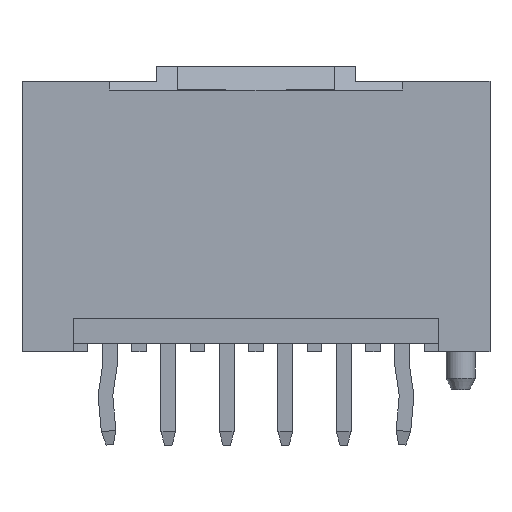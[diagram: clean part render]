
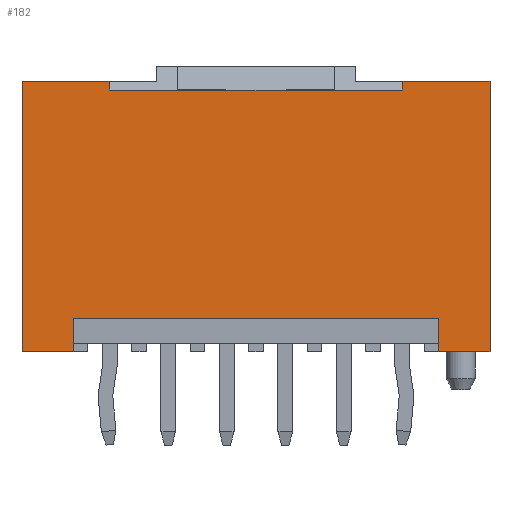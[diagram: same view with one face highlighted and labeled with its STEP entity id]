
A CAD part, front view. The second image highlights one B-rep face of the part: STEP entity #182.
In plain terms, the highlighted planar face has unit normal (0, -1, 0).
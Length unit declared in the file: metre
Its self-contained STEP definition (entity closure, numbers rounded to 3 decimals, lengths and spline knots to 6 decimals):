
#182 = ADVANCED_FACE( '', ( #571 ), #572, .T. );
#571 = FACE_OUTER_BOUND( '', #1095, .T. );
#572 = PLANE( '', #1096 );
#1095 = EDGE_LOOP( '', ( #2414, #2415, #2416, #2417, #2418, #2419, #2420, #2421, #2422, #2423, #2424, #2425 ) );
#1096 = AXIS2_PLACEMENT_3D( '', #2426, #2427, #2428 );
#2414 = ORIENTED_EDGE( '', *, *, #3763, .F. );
#2415 = ORIENTED_EDGE( '', *, *, #3581, .F. );
#2416 = ORIENTED_EDGE( '', *, *, #3867, .T. );
#2417 = ORIENTED_EDGE( '', *, *, #3808, .T. );
#2418 = ORIENTED_EDGE( '', *, *, #3902, .F. );
#2419 = ORIENTED_EDGE( '', *, *, #3657, .T. );
#2420 = ORIENTED_EDGE( '', *, *, #3692, .T. );
#2421 = ORIENTED_EDGE( '', *, *, #3903, .T. );
#2422 = ORIENTED_EDGE( '', *, *, #3431, .F. );
#2423 = ORIENTED_EDGE( '', *, *, #3816, .F. );
#2424 = ORIENTED_EDGE( '', *, *, #3904, .T. );
#2425 = ORIENTED_EDGE( '', *, *, #3619, .F. );
#2426 = CARTESIAN_POINT( '', ( -0.008, -0.0029, 0.00925 ) );
#2427 = DIRECTION( '', ( 0., -1., 0. ) );
#2428 = DIRECTION( '', ( 0., 0., -1. ) );
#3431 = EDGE_CURVE( '', #4110, #4112, #4113, .T. );
#3581 = EDGE_CURVE( '', #4398, #4400, #4401, .T. );
#3619 = EDGE_CURVE( '', #4460, #4455, #4462, .T. );
#3657 = EDGE_CURVE( '', #4525, #4529, #4531, .T. );
#3692 = EDGE_CURVE( '', #4529, #4592, #4594, .T. );
#3763 = EDGE_CURVE( '', #4400, #4460, #4715, .T. );
#3808 = EDGE_CURVE( '', #4792, #4793, #4794, .T. );
#3816 = EDGE_CURVE( '', #4803, #4110, #4805, .T. );
#3867 = EDGE_CURVE( '', #4398, #4792, #4876, .T. );
#3902 = EDGE_CURVE( '', #4525, #4793, #4924, .T. );
#3903 = EDGE_CURVE( '', #4592, #4112, #4925, .T. );
#3904 = EDGE_CURVE( '', #4803, #4455, #4926, .T. );
#4110 = VERTEX_POINT( '', #5211 );
#4112 = VERTEX_POINT( '', #5214 );
#4113 = LINE( '', #5215, #5216 );
#4398 = VERTEX_POINT( '', #5648 );
#4400 = VERTEX_POINT( '', #5651 );
#4401 = LINE( '', #5652, #5653 );
#4455 = VERTEX_POINT( '', #5741 );
#4460 = VERTEX_POINT( '', #5748 );
#4462 = LINE( '', #5751, #5752 );
#4525 = VERTEX_POINT( '', #5849 );
#4529 = VERTEX_POINT( '', #5855 );
#4531 = LINE( '', #5858, #5859 );
#4592 = VERTEX_POINT( '', #5952 );
#4594 = LINE( '', #5955, #5956 );
#4715 = LINE( '', #6147, #6148 );
#4792 = VERTEX_POINT( '', #6268 );
#4793 = VERTEX_POINT( '', #6269 );
#4794 = LINE( '', #6270, #6271 );
#4803 = VERTEX_POINT( '', #6286 );
#4805 = LINE( '', #6289, #6290 );
#4876 = LINE( '', #6410, #6411 );
#4924 = LINE( '', #6493, #6494 );
#4925 = LINE( '', #6495, #6496 );
#4926 = LINE( '', #6497, #6498 );
#5211 = CARTESIAN_POINT( '', ( 0.008, -0.0029, 0.00925 ) );
#5214 = CARTESIAN_POINT( '', ( 0.008, -0.0029, 0. ) );
#5215 = CARTESIAN_POINT( '', ( 0.008, -0.0029, 0.00925 ) );
#5216 = VECTOR( '', #6850, 1. );
#5648 = CARTESIAN_POINT( '', ( -0.008, -0.0029, 0.00925 ) );
#5651 = CARTESIAN_POINT( '', ( -0.005, -0.0029, 0.00925 ) );
#5652 = CARTESIAN_POINT( '', ( -0.008, -0.0029, 0.00925 ) );
#5653 = VECTOR( '', #7001, 1. );
#5741 = CARTESIAN_POINT( '', ( 0.005, -0.0029, 0.00895 ) );
#5748 = CARTESIAN_POINT( '', ( -0.005, -0.0029, 0.00895 ) );
#5751 = CARTESIAN_POINT( '', ( -0.005, -0.0029, 0.00895 ) );
#5752 = VECTOR( '', #7039, 1. );
#5849 = CARTESIAN_POINT( '', ( -0.00625, -0.0029, 0.00115 ) );
#5855 = CARTESIAN_POINT( '', ( 0.00625, -0.0029, 0.00115 ) );
#5858 = CARTESIAN_POINT( '', ( -0.00625, -0.0029, 0.00115 ) );
#5859 = VECTOR( '', #7077, 1. );
#5952 = CARTESIAN_POINT( '', ( 0.00625, -0.0029, 0. ) );
#5955 = CARTESIAN_POINT( '', ( 0.00625, -0.0029, 0.00115 ) );
#5956 = VECTOR( '', #7114, 1. );
#6147 = CARTESIAN_POINT( '', ( -0.005, -0.0029, 0.00925 ) );
#6148 = VECTOR( '', #7185, 1. );
#6268 = CARTESIAN_POINT( '', ( -0.008, -0.0029, 0. ) );
#6269 = CARTESIAN_POINT( '', ( -0.00625, -0.0029, 0. ) );
#6270 = CARTESIAN_POINT( '', ( -0.008, -0.0029, 0. ) );
#6271 = VECTOR( '', #7232, 1. );
#6286 = CARTESIAN_POINT( '', ( 0.005, -0.0029, 0.00925 ) );
#6289 = CARTESIAN_POINT( '', ( 0.005, -0.0029, 0.00925 ) );
#6290 = VECTOR( '', #7240, 1. );
#6410 = CARTESIAN_POINT( '', ( -0.008, -0.0029, 0.00925 ) );
#6411 = VECTOR( '', #7293, 1. );
#6493 = CARTESIAN_POINT( '', ( -0.00625, -0.0029, 0.00115 ) );
#6494 = VECTOR( '', #7328, 1. );
#6495 = CARTESIAN_POINT( '', ( 0.00625, -0.0029, 0. ) );
#6496 = VECTOR( '', #7329, 1. );
#6497 = CARTESIAN_POINT( '', ( 0.005, -0.0029, 0.00925 ) );
#6498 = VECTOR( '', #7330, 1. );
#6850 = DIRECTION( '', ( 0., 0., -1. ) );
#7001 = DIRECTION( '', ( 1., 0., 0. ) );
#7039 = DIRECTION( '', ( 1., 0., 0. ) );
#7077 = DIRECTION( '', ( 1., 0., 0. ) );
#7114 = DIRECTION( '', ( 0., 0., -1. ) );
#7185 = DIRECTION( '', ( 0., 0., -1. ) );
#7232 = DIRECTION( '', ( 1., 0., 0. ) );
#7240 = DIRECTION( '', ( 1., 0., 0. ) );
#7293 = DIRECTION( '', ( 0., 0., -1. ) );
#7328 = DIRECTION( '', ( 0., 0., -1. ) );
#7329 = DIRECTION( '', ( 1., 0., 0. ) );
#7330 = DIRECTION( '', ( 0., 0., -1. ) );
